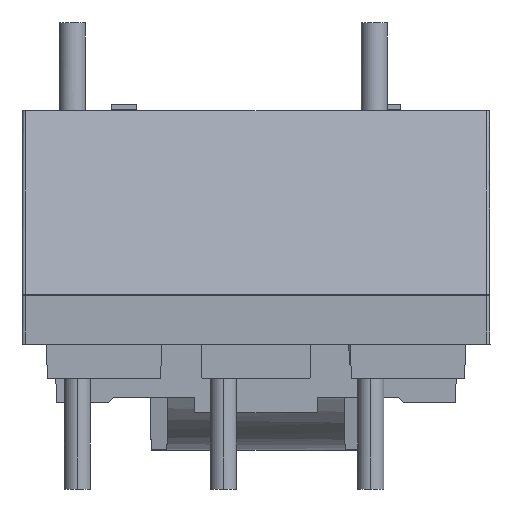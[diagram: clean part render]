
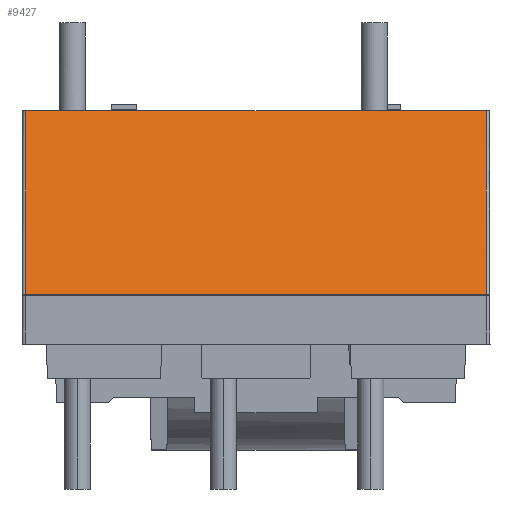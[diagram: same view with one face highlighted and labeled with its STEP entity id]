
A CAD part, top view. The second image highlights one B-rep face of the part: STEP entity #9427.
In plain terms, the highlighted planar face has unit normal (0, 0.259, 0.966).
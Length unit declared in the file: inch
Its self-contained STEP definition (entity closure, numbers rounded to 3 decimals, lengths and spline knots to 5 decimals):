
#757 = VERTEX_POINT ( 'NONE', #2552 ) ;
#762 = EDGE_LOOP ( 'NONE', ( #13858, #8413, #9012, #15054 ) ) ;
#822 = DIRECTION ( 'NONE',  ( 0., 0.259, 0.966 ) ) ;
#1201 = DIRECTION ( 'NONE',  ( 1., 0., 0. ) ) ;
#2477 = CARTESIAN_POINT ( 'NONE',  ( 0., 0.58024, 2.33031 ) ) ;
#2552 = CARTESIAN_POINT ( 'NONE',  ( 0.86665, 0.58024, 2.33031 ) ) ;
#3228 = CARTESIAN_POINT ( 'NONE',  ( -0.86573, 0.92954, 2.23671 ) ) ;
#3922 = CARTESIAN_POINT ( 'NONE',  ( -0.86665, 0.58024, 2.33031 ) ) ;
#4001 = CARTESIAN_POINT ( 'NONE',  ( -0.86484, 1.27165, 2.14504 ) ) ;
#4063 = VECTOR ( 'NONE', #13544, 39.37008 ) ;
#5128 = EDGE_CURVE ( 'NONE', #15752, #757, #15668, .T. ) ;
#5801 = VECTOR ( 'NONE', #13956, 39.37008 ) ;
#5984 = DIRECTION ( 'NONE',  ( 0., -0.966, 0.259 ) ) ;
#6011 = CARTESIAN_POINT ( 'NONE',  ( 0., 1.27165, 2.14504 ) ) ;
#7244 = FACE_OUTER_BOUND ( 'NONE', #762, .T. ) ;
#7349 = AXIS2_PLACEMENT_3D ( 'NONE', #13294, #822, #5984 ) ;
#7499 = CARTESIAN_POINT ( 'NONE',  ( 0.86573, 0.92954, 2.23671 ) ) ;
#7776 = VECTOR ( 'NONE', #8767, 39.37008 ) ;
#8413 = ORIENTED_EDGE ( 'NONE', *, *, #13380, .F. ) ;
#8767 = DIRECTION ( 'NONE',  ( -0.003, 0.966, -0.259 ) ) ;
#8896 = VECTOR ( 'NONE', #1201, 39.37008 ) ;
#9012 = ORIENTED_EDGE ( 'NONE', *, *, #16060, .T. ) ;
#9427 = ADVANCED_FACE ( 'NONE', ( #7244 ), #9863, .T. ) ;
#9863 = PLANE ( 'NONE',  #7349 ) ;
#12016 = VERTEX_POINT ( 'NONE', #13778 ) ;
#12350 = VERTEX_POINT ( 'NONE', #4001 ) ;
#12352 = LINE ( 'NONE', #6011, #5801 ) ;
#13294 = CARTESIAN_POINT ( 'NONE',  ( -0.87705, 1.27165, 2.14504 ) ) ;
#13380 = EDGE_CURVE ( 'NONE', #12350, #12016, #12352, .T. ) ;
#13544 = DIRECTION ( 'NONE',  ( -0.003, -0.966, 0.259 ) ) ;
#13683 = EDGE_CURVE ( 'NONE', #757, #12016, #15052, .T. ) ;
#13778 = CARTESIAN_POINT ( 'NONE',  ( 0.86484, 1.27165, 2.14504 ) ) ;
#13858 = ORIENTED_EDGE ( 'NONE', *, *, #13683, .T. ) ;
#13956 = DIRECTION ( 'NONE',  ( 1., 0., 0. ) ) ;
#14819 = LINE ( 'NONE', #3228, #4063 ) ;
#15052 = LINE ( 'NONE', #7499, #7776 ) ;
#15054 = ORIENTED_EDGE ( 'NONE', *, *, #5128, .T. ) ;
#15668 = LINE ( 'NONE', #2477, #8896 ) ;
#15752 = VERTEX_POINT ( 'NONE', #3922 ) ;
#16060 = EDGE_CURVE ( 'NONE', #12350, #15752, #14819, .T. ) ;
